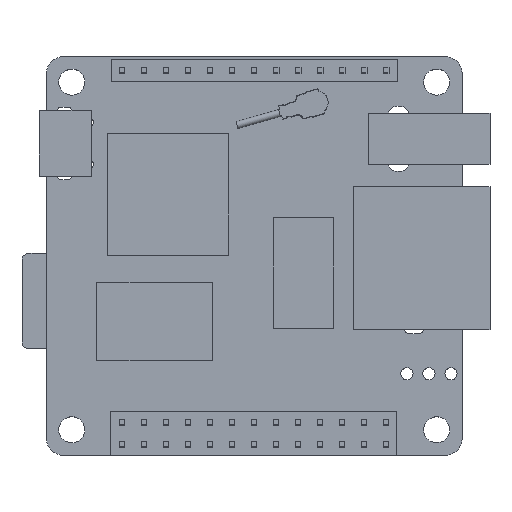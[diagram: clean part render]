
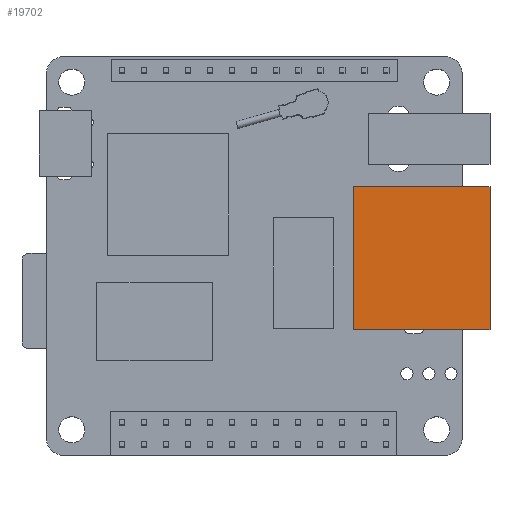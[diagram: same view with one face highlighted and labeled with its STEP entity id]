
A CAD part, top view. The second image highlights one B-rep face of the part: STEP entity #19702.
In plain terms, the highlighted planar face has unit normal (0, 0, 1).
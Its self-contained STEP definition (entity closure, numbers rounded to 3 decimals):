
#1544=FACE_OUTER_BOUND('',#2658,.T.);
#2658=EDGE_LOOP('',(#13525,#13526,#13527,#13528));
#3954=LINE('',#27965,#6358);
#3955=LINE('',#27967,#6359);
#3956=LINE('',#27969,#6360);
#3957=LINE('',#27970,#6361);
#6358=VECTOR('',#22749,10.);
#6359=VECTOR('',#22750,10.);
#6360=VECTOR('',#22751,10.);
#6361=VECTOR('',#22752,10.);
#8816=VERTEX_POINT('',#27963);
#8817=VERTEX_POINT('',#27964);
#8818=VERTEX_POINT('',#27966);
#8819=VERTEX_POINT('',#27968);
#10683=EDGE_CURVE('',#8816,#8817,#3954,.T.);
#10684=EDGE_CURVE('',#8817,#8818,#3955,.T.);
#10685=EDGE_CURVE('',#8818,#8819,#3956,.T.);
#10686=EDGE_CURVE('',#8819,#8816,#3957,.T.);
#13525=ORIENTED_EDGE('',*,*,#10683,.T.);
#13526=ORIENTED_EDGE('',*,*,#10684,.T.);
#13527=ORIENTED_EDGE('',*,*,#10685,.T.);
#13528=ORIENTED_EDGE('',*,*,#10686,.T.);
#18801=PLANE('',#21068);
#19702=ADVANCED_FACE('',(#1544),#18801,.T.);
#21068=AXIS2_PLACEMENT_3D('',#27962,#22747,#22748);
#22747=DIRECTION('center_axis',(0.,0.,1.));
#22748=DIRECTION('ref_axis',(1.,0.,0.));
#22749=DIRECTION('',(-1.,0.,0.));
#22750=DIRECTION('',(0.,-1.,0.));
#22751=DIRECTION('',(1.,0.,0.));
#22752=DIRECTION('',(0.,1.,0.));
#27962=CARTESIAN_POINT('Origin',(-10.657,-0.36,13.3));
#27963=CARTESIAN_POINT('',(-2.783,7.895,13.3));
#27964=CARTESIAN_POINT('',(-18.531,7.895,13.3));
#27965=CARTESIAN_POINT('',(-18.531,7.895,13.3));
#27966=CARTESIAN_POINT('',(-18.531,-8.615,13.3));
#27967=CARTESIAN_POINT('',(-18.531,-8.615,13.3));
#27968=CARTESIAN_POINT('',(-2.783,-8.615,13.3));
#27969=CARTESIAN_POINT('',(-2.783,-8.615,13.3));
#27970=CARTESIAN_POINT('',(-2.783,7.895,13.3));
